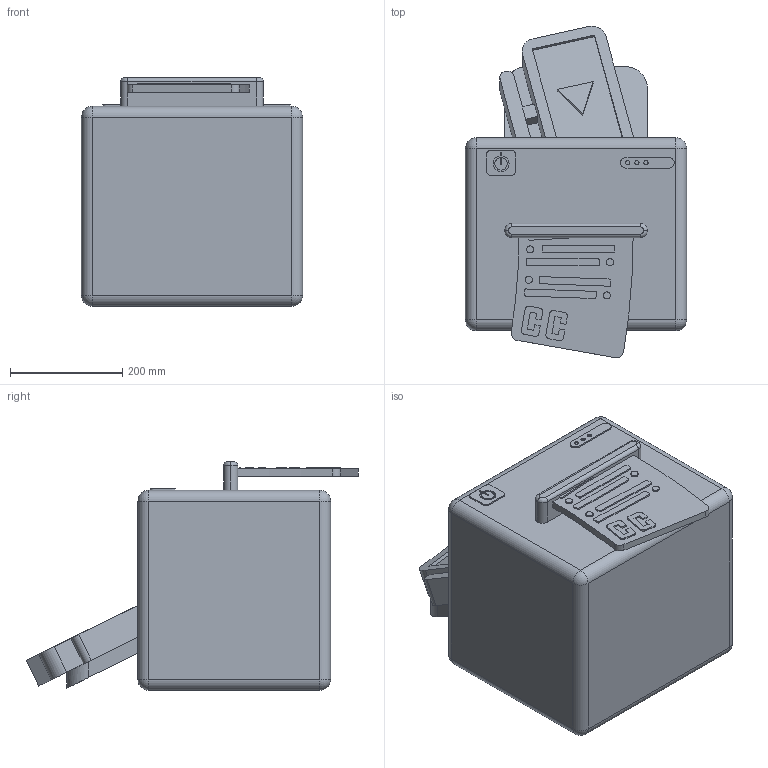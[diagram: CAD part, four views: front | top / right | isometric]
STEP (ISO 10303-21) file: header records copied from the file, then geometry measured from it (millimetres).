
FILE_DESCRIPTION (( 'STEP AP214' ), '1' );
FILE_NAME ('[A] Static-Single Color [PART].STEP', '2018-10-30T00:03:11', ( '' ), ( '' ), 'SwSTEP 2.0', 'SolidWorks 2017', '' );
FILE_SCHEMA (( 'AUTOMOTIVE_DESIGN' ));
Length unit declared in the file: inch
Products named in the file (1): [A] Static-Single Color [PART]
Bounding box: 393.7 x 590.69 x 406.4 mm (x, y, z)
Volume: 50866598.7 mm3; surface area: 1142042.7 mm2
Topology: 3 solids, 3 shells, 393 faces, 1022 edges, 665 vertices
Faces by surface type: plane 219, cylinder 87, bspline 75, sphere 8, torus 4
Entity records: 21338 total; most frequent: CARTESIAN_POINT 6936, ORIENTED_EDGE 2028, DIRECTION 1675, EDGE_CURVE 1014, VECTOR 683, LINE 683, VERTEX_POINT 665, AXIS2_PLACEMENT_3D 496
